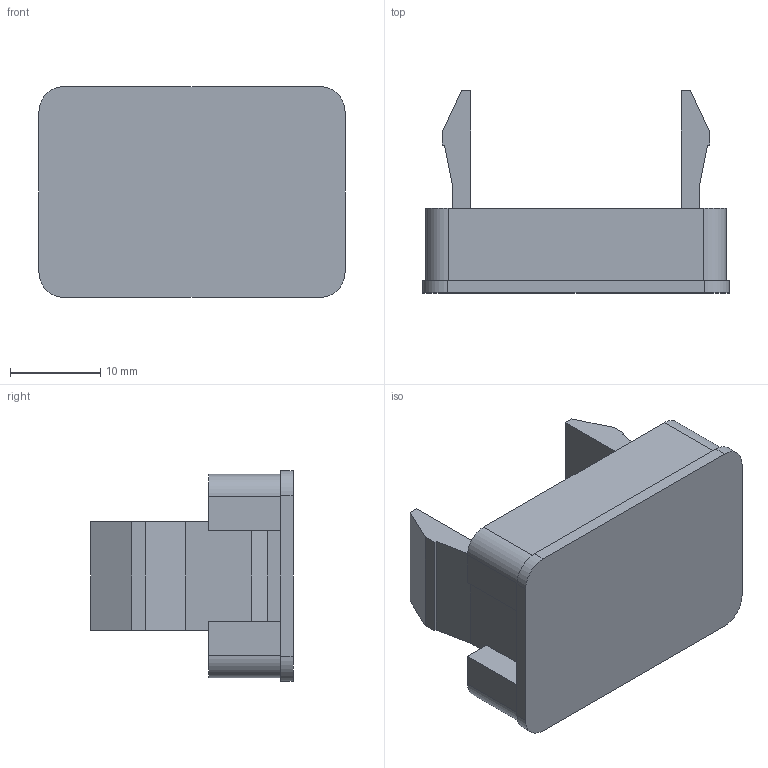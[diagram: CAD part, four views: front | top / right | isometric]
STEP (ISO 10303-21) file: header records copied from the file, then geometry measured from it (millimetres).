
FILE_DESCRIPTION(/* description */ (''),/* implementation_level */ '2;1');
FILE_NAME(/* name */ 'Toyota Yaris Switch Hole Cover v2.stp',/* time_stamp */ '2017-10-21T09:49:34-07:00',/* author */ ('xdlea'),/* organization */ (''),/* preprocessor_version */ 'ST-DEVELOPER v16.13',/* originating_system */ 'Autodesk Inventor 2018',/* authorisation */ '');
FILE_SCHEMA (('AUTOMOTIVE_DESIGN { 1 0 10303 214 3 1 1 }'));
Length unit declared in the file: millimetre
Products named in the file (1): Toyota Yaris Aux Cap
Bounding box: 33.85 x 22.35 x 23.3 mm (x, y, z)
Volume: 2836.6 mm3; surface area: 4398.6 mm2
Topology: 1 solids, 1 shells, 55 faces, 156 edges, 104 vertices
Faces by surface type: plane 47, cylinder 8
Entity records: 1805 total; most frequent: CARTESIAN_POINT 316, ORIENTED_EDGE 312, DIRECTION 284, EDGE_CURVE 156, LINE 140, VECTOR 140, VERTEX_POINT 104, AXIS2_PLACEMENT_3D 72
